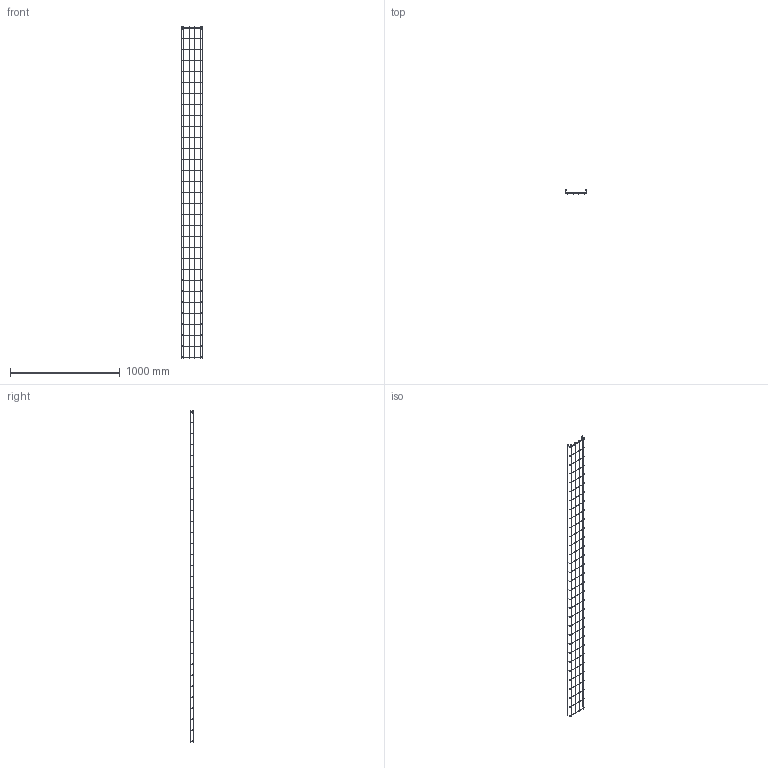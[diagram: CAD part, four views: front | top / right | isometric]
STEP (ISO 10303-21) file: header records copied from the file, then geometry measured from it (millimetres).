
FILE_DESCRIPTION((''),'2;1');
FILE_NAME('6000064_ASM','2012-07-17T',('AndreasKeweloh'),(''),'PRO/ENGINEER BY PARAMETRIC TECHNOLOGY CORPORATION, 2012130','PRO/ENGINEER BY PARAMETRIC TECHNOLOGY CORPORATION, 2012130','');
FILE_SCHEMA(('CONFIG_CONTROL_DESIGN'));
Length unit declared in the file: millimetre
Products named in the file (4): GRM_D38_U200X35; GRM_D38XL3024; GRM_D38_U200X35_MUFFE; 6000064_ASM
Assembly tree (38 placements, depth 2):
  6000064_ASM
    GRM_D38_U200X35  x30
    GRM_D38XL3024  x6
    GRM_D38_U200X35_MUFFE  x2
Bounding box: 200 x 35 x 3024.29 mm (x, y, z)
Volume: 294579.5 mm3; surface area: 310989.2 mm2
Topology: 38 solids, 38 shells, 492 faces, 908 edges, 492 vertices
Faces by surface type: cylinder 252, torus 164, plane 76
Entity records: 1458 total; most frequent: DIRECTION 294, CARTESIAN_POINT 248, ORIENTED_EDGE 156, AXIS2_PLACEMENT_3D 136, EDGE_CURVE 78, CIRCLE 52, VERTEX_POINT 42, EDGE_LOOP 42
